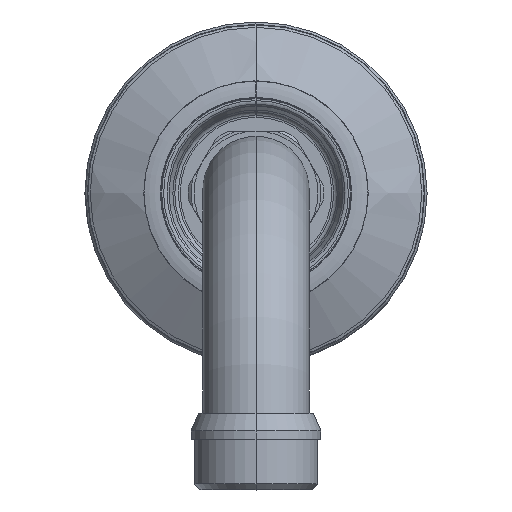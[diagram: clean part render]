
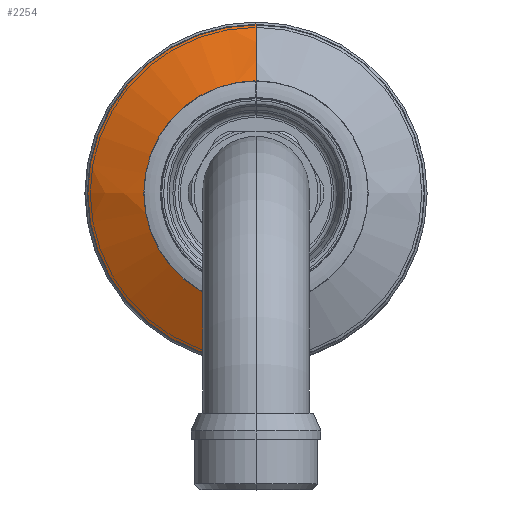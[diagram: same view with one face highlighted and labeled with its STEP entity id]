
A CAD part, top view. The second image highlights one B-rep face of the part: STEP entity #2254.
In plain terms, the highlighted free-form (B-spline) face has degree [3, 3] with [7, 4] control points.
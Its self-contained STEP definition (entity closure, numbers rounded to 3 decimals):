
#470=CARTESIAN_POINT('',(0.,0.,-9.195));
#471=DIRECTION('',(0.,0.,-1.));
#472=DIRECTION('',(0.,-1.,0.));
#473=AXIS2_PLACEMENT_3D('',#470,#471,#472);
#475=CARTESIAN_POINT('',(0.,0.,-4.402));
#476=DIRECTION('',(0.,0.,-1.));
#477=DIRECTION('',(0.,-1.,0.));
#478=AXIS2_PLACEMENT_3D('',#475,#476,#477);
#485=CARTESIAN_POINT('',(0.,-10.602,-33.196));
#486=DIRECTION('',(1.,0.,0.));
#487=DIRECTION('',(0.,-0.281,0.96));
#488=AXIS2_PLACEMENT_3D('',#485,#486,#487);
#495=CARTESIAN_POINT('',(0.,10.602,-33.196));
#496=DIRECTION('',(-1.,0.,0.));
#497=DIRECTION('',(0.,0.281,0.96));
#498=AXIS2_PLACEMENT_3D('',#495,#496,#497);
#1144=CARTESIAN_POINT('',(0.,19.022,-4.402));
#1145=CARTESIAN_POINT('',(0.,-19.022,-4.402));
#1146=VERTEX_POINT('',#1144);
#1147=VERTEX_POINT('',#1145);
#1164=CARTESIAN_POINT('',(0.,28.6,-9.195));
#1165=CARTESIAN_POINT('',(0.,-28.6,-9.195));
#1166=VERTEX_POINT('',#1164);
#1167=VERTEX_POINT('',#1165);
#2216=CARTESIAN_POINT('',(1.822,28.955,-9.51));
#2217=CARTESIAN_POINT('',(1.625,25.834,-7.079));
#2218=CARTESIAN_POINT('',(1.403,22.299,-5.306));
#2219=CARTESIAN_POINT('',(1.163,18.486,-4.261));
#2220=CARTESIAN_POINT('',(-15.997,30.076,
-9.51));
#2221=CARTESIAN_POINT('',(-14.273,26.834,
-7.079));
#2222=CARTESIAN_POINT('',(-12.32,23.162,
-5.306));
#2223=CARTESIAN_POINT('',(-10.213,19.201,
-4.261));
#2224=CARTESIAN_POINT('',(-29.012,17.854,
-9.51));
#2225=CARTESIAN_POINT('',(-25.885,15.93,
-7.079));
#2226=CARTESIAN_POINT('',(-22.343,13.75,
-5.306));
#2227=CARTESIAN_POINT('',(-18.522,11.399,
-4.261));
#2228=CARTESIAN_POINT('',(-29.012,0.,-9.51));
#2229=CARTESIAN_POINT('',(-25.885,0.,
-7.079));
#2230=CARTESIAN_POINT('',(-22.343,0.,-5.306));
#2231=CARTESIAN_POINT('',(-18.522,0.,-4.261));
#2232=CARTESIAN_POINT('',(-29.012,-17.854,
-9.51));
#2233=CARTESIAN_POINT('',(-25.885,-15.93,
-7.079));
#2234=CARTESIAN_POINT('',(-22.343,-13.75,
-5.306));
#2235=CARTESIAN_POINT('',(-18.522,-11.399,
-4.261));
#2236=CARTESIAN_POINT('',(-15.997,-30.076,
-9.51));
#2237=CARTESIAN_POINT('',(-14.273,-26.834,
-7.079));
#2238=CARTESIAN_POINT('',(-12.32,-23.162,
-5.306));
#2239=CARTESIAN_POINT('',(-10.213,-19.201,
-4.261));
#2240=CARTESIAN_POINT('',(1.822,-28.955,
-9.51));
#2241=CARTESIAN_POINT('',(1.625,-25.834,
-7.079));
#2242=CARTESIAN_POINT('',(1.403,-22.299,
-5.306));
#2243=CARTESIAN_POINT('',(1.163,-18.486,
-4.261));
#2244=(BOUNDED_SURFACE()B_SPLINE_SURFACE(3,3,((#2216,#2217,#2218,#2219),(#2220,
#2221,#2222,#2223),(#2224,#2225,#2226,#2227),(#2228,#2229,#2230,#2231),(#2232,
#2233,#2234,#2235),(#2236,#2237,#2238,#2239),(#2240,#2241,#2242,#2243)),
.UNSPECIFIED.,.F.,.F.,.F.)B_SPLINE_SURFACE_WITH_KNOTS((4,3,4),(4,4),(0.,1.,
2.),(0.,1.),.UNSPECIFIED.)GEOMETRIC_REPRESENTATION_ITEM()RATIONAL_B_SPLINE_SURFACE(((1.199,1.183,1.183,1.199),(
0.947,0.935,0.935,0.947),(
0.947,0.935,0.935,0.947),(
1.199,1.183,1.183,1.199),(
0.947,0.935,0.935,0.947),(
0.947,0.935,0.935,0.947),(
1.199,1.183,1.183,1.199)))REPRESENTATION_ITEM('')SURFACE());
#2245=ORIENTED_EDGE('',*,*,#2184,.T.);
#2247=ORIENTED_EDGE('',*,*,#2246,.F.);
#2249=ORIENTED_EDGE('',*,*,#2248,.F.);
#2251=ORIENTED_EDGE('',*,*,#2250,.T.);
#2252=EDGE_LOOP('',(#2245,#2247,#2249,#2251));
#2253=FACE_OUTER_BOUND('',#2252,.F.);
#2254=ADVANCED_FACE('',(#2253),#2244,.T.);
#474=CIRCLE('',#473,28.6);
#479=CIRCLE('',#478,19.022);
#489=CIRCLE('',#488,30.);
#499=CIRCLE('',#498,30.);
#2184=EDGE_CURVE('',#1167,#1166,#474,.T.);
#2246=EDGE_CURVE('',#1146,#1166,#499,.T.);
#2248=EDGE_CURVE('',#1147,#1146,#479,.T.);
#2250=EDGE_CURVE('',#1147,#1167,#489,.T.);
